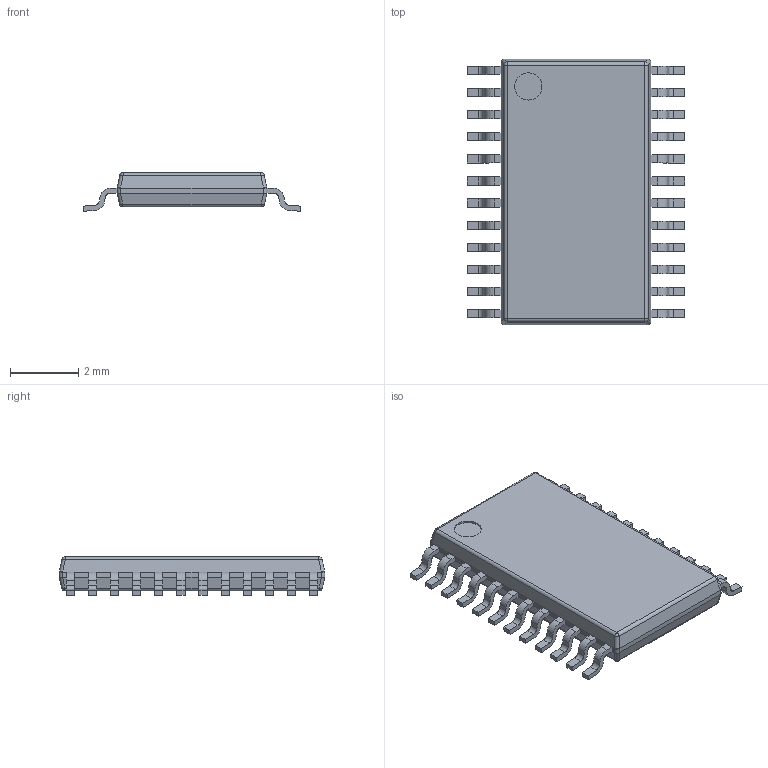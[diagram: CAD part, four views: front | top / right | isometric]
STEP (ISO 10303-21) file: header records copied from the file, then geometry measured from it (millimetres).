
FILE_DESCRIPTION(('CAx-IF Rec.Pracs.---Model Styling and Organization---1.5---2016-08-15','CAx-IF Rec.Pracs.---Geometric and Assembly Validation Properties---4.4---2016-08-17','CAx-IF Rec.Pracs.---User Defined Attributes---1.5---2016-08-15','CAx-IF Rec.Pracs.---External References---2.1---2005-01-19'),'2;1');
FILE_NAME('751995.step','2022-11-26T18:34:07',('Unspecified'),('Unspecified'),'CAD Exchanger 3.8.1 (cadexchanger.com)','Unspecified','');
FILE_SCHEMA(('AUTOMOTIVE_DESIGN { 1 0 10303 214 1 1 1 1 }'));
Length unit declared in the file: millimetre
Products named in the file (4): PW0024A_ASM; BODY-TSSOP; LEAD-TSSOP; PIN1
Assembly tree (26 placements, depth 2):
  PW0024A_ASM
    BODY-TSSOP
    LEAD-TSSOP  x24
    PIN1
Bounding box: 6.4 x 7.8 x 1.13 mm (x, y, z)
Volume: 34.4 mm3; surface area: 113.9 mm2
Topology: 25 solids, 25 shells, 381 faces, 966 edges, 636 vertices
Faces by surface type: plane 255, cylinder 118, sphere 8
Entity records: 2569 total; most frequent: CARTESIAN_POINT 415, DIRECTION 322, ORIENTED_EDGE 276, EDGE_CURVE 138, AXIS2_PLACEMENT_3D 122, PROPERTY_DEFINITION 121, REPRESENTATION 121, PROPERTY_DEFINITION_REPRESENTATION 121
